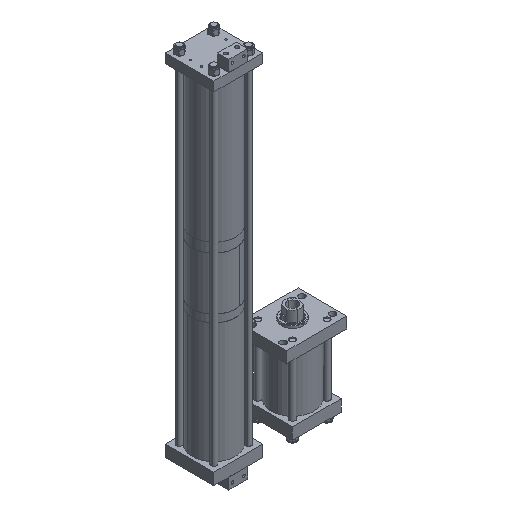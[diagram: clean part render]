
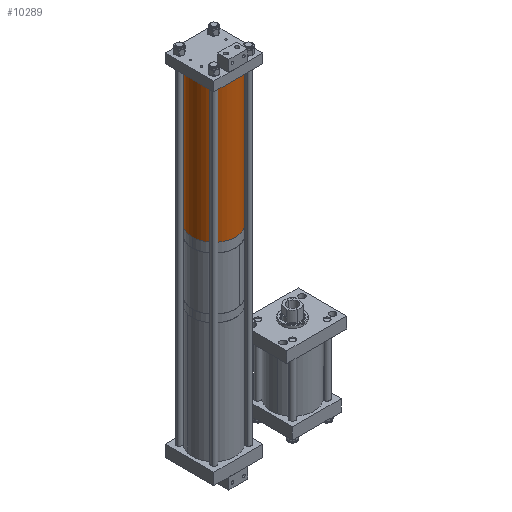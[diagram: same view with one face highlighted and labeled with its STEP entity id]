
A CAD part, isometric view. The second image highlights one B-rep face of the part: STEP entity #10289.
In plain terms, the highlighted cylindrical face has radius 73.025 mm (diameter 146.05 mm), a partial arc.
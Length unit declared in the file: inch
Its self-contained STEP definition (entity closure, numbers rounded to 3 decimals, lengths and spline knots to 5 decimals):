
#252 = ORIENTED_EDGE ( 'NONE', *, *, #13563, .T. ) ;
#395 = DIRECTION ( 'NONE',  ( 1., 0., 0. ) ) ;
#2029 = CARTESIAN_POINT ( 'NONE',  ( -2.875, 0., 18.626 ) ) ;
#3009 = VERTEX_POINT ( 'NONE', #4033 ) ;
#3076 = CIRCLE ( 'NONE', #10408, 2.875 ) ;
#3389 = DIRECTION ( 'NONE',  ( 0., 0., 1. ) ) ;
#4033 = CARTESIAN_POINT ( 'NONE',  ( 2.875, 0., 0. ) ) ;
#4533 = VERTEX_POINT ( 'NONE', #9089 ) ;
#4913 = CARTESIAN_POINT ( 'NONE',  ( 2.875, 0., 18.626 ) ) ;
#5214 = VECTOR ( 'NONE', #9802, 39.37008 ) ;
#5267 = DIRECTION ( 'NONE',  ( 0., 0., 1. ) ) ;
#5666 = EDGE_LOOP ( 'NONE', ( #6825, #7319, #12493, #252 ) ) ;
#5680 = CARTESIAN_POINT ( 'NONE',  ( 2.875, 0., 18.626 ) ) ;
#5776 = EDGE_CURVE ( 'NONE', #12315, #14123, #15023, .T. ) ;
#5926 = VECTOR ( 'NONE', #11950, 39.37008 ) ;
#6383 = DIRECTION ( 'NONE',  ( 0., 0., -1. ) ) ;
#6556 = LINE ( 'NONE', #4913, #5214 ) ;
#6825 = ORIENTED_EDGE ( 'NONE', *, *, #10119, .F. ) ;
#7319 = ORIENTED_EDGE ( 'NONE', *, *, #5776, .F. ) ;
#7642 = CARTESIAN_POINT ( 'NONE',  ( 0., 0., 18.626 ) ) ;
#8707 = DIRECTION ( 'NONE',  ( -1., 0., 0. ) ) ;
#8965 = AXIS2_PLACEMENT_3D ( 'NONE', #14895, #6383, #8707 ) ;
#8985 = EDGE_CURVE ( 'NONE', #12315, #4533, #9125, .T. ) ;
#9089 = CARTESIAN_POINT ( 'NONE',  ( -2.875, 0., 0. ) ) ;
#9125 = LINE ( 'NONE', #10865, #5926 ) ;
#9802 = DIRECTION ( 'NONE',  ( 0., 0., -1. ) ) ;
#10119 = EDGE_CURVE ( 'NONE', #14123, #3009, #6556, .T. ) ;
#10289 = ADVANCED_FACE ( 'NONE', ( #15447 ), #14894, .T. ) ;
#10408 = AXIS2_PLACEMENT_3D ( 'NONE', #10662, #3389, #13078 ) ;
#10662 = CARTESIAN_POINT ( 'NONE',  ( 0., 0., 0. ) ) ;
#10865 = CARTESIAN_POINT ( 'NONE',  ( -2.875, 0., 18.626 ) ) ;
#11950 = DIRECTION ( 'NONE',  ( 0., 0., -1. ) ) ;
#12198 = AXIS2_PLACEMENT_3D ( 'NONE', #7642, #5267, #395 ) ;
#12315 = VERTEX_POINT ( 'NONE', #2029 ) ;
#12493 = ORIENTED_EDGE ( 'NONE', *, *, #8985, .T. ) ;
#13078 = DIRECTION ( 'NONE',  ( 1., 0., 0. ) ) ;
#13563 = EDGE_CURVE ( 'NONE', #4533, #3009, #3076, .T. ) ;
#14123 = VERTEX_POINT ( 'NONE', #5680 ) ;
#14894 = CYLINDRICAL_SURFACE ( 'NONE', #8965, 2.875 ) ;
#14895 = CARTESIAN_POINT ( 'NONE',  ( 0., 0., 18.626 ) ) ;
#15023 = CIRCLE ( 'NONE', #12198, 2.875 ) ;
#15447 = FACE_OUTER_BOUND ( 'NONE', #5666, .T. ) ;
